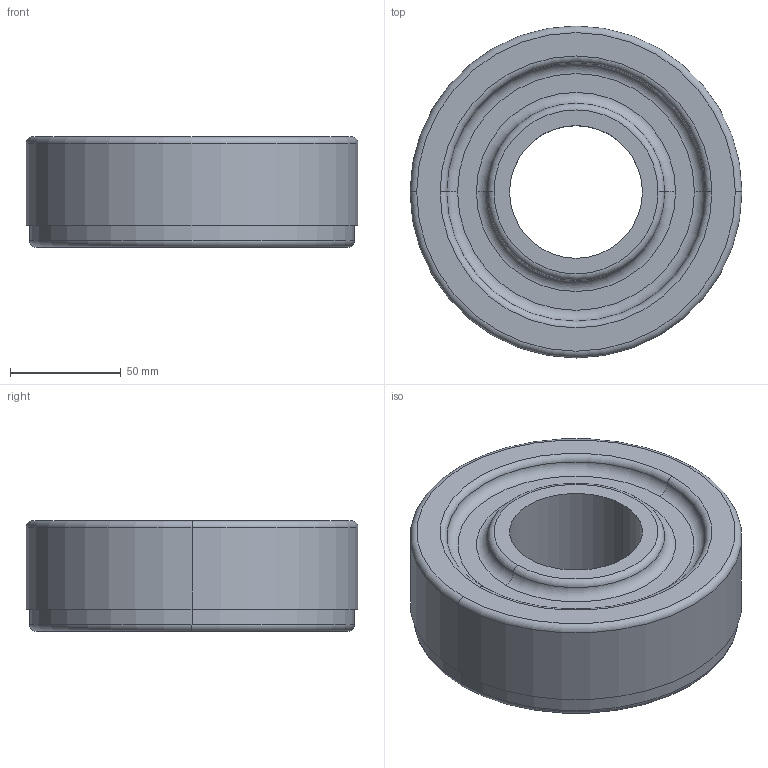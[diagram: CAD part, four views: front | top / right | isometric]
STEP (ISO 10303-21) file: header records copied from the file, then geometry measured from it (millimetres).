
FILE_DESCRIPTION (( 'STEP AP203' ), '1' );
FILE_NAME ('Stirnrad_1.STEP', '2023-11-30T22:06:02', ( '' ), ( '' ), 'SwSTEP 2.0', 'SolidWorks 2021', '' );
FILE_SCHEMA (( 'CONFIG_CONTROL_DESIGN' ));
Length unit declared in the file: millimetre
Products named in the file (1): Stirnrad_1
Bounding box: 150 x 150 x 50 mm (x, y, z)
Volume: 657718.3 mm3; surface area: 65859.9 mm2
Topology: 1 solids, 1 shells, 33 faces, 66 edges, 40 vertices
Faces by surface type: torus 20, plane 7, cylinder 6
Entity records: 965 total; most frequent: DIRECTION 194, CARTESIAN_POINT 140, ORIENTED_EDGE 132, AXIS2_PLACEMENT_3D 94, EDGE_CURVE 66, CIRCLE 60, EDGE_LOOP 40, VERTEX_POINT 40
